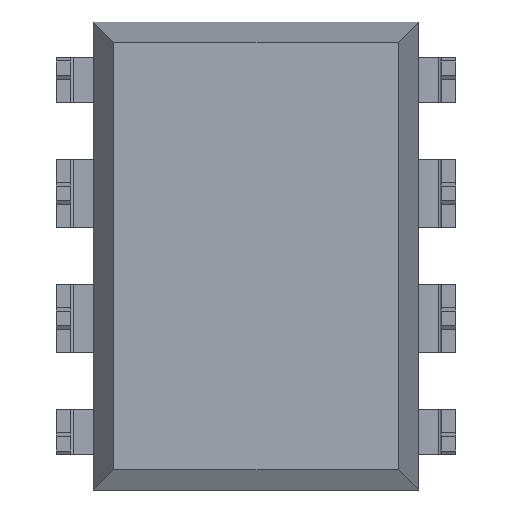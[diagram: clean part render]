
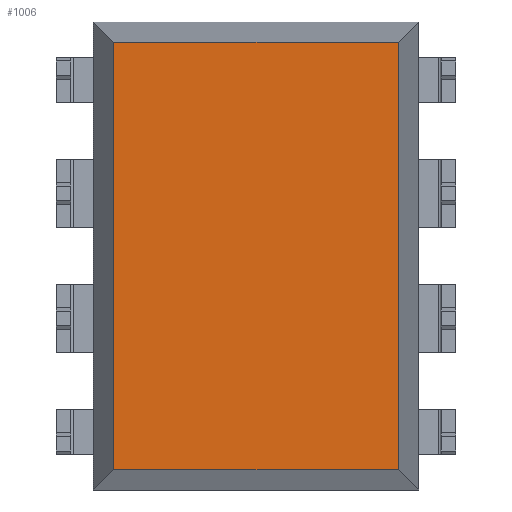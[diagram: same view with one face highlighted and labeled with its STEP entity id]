
A CAD part, front view. The second image highlights one B-rep face of the part: STEP entity #1006.
In plain terms, the highlighted planar face has unit normal (0, -1, 0).
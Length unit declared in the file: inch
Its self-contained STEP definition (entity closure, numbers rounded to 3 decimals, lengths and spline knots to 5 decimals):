
#53 = DIRECTION ( 'NONE',  ( 0., 0., -1. ) ) ;
#75 = VECTOR ( 'NONE', #385, 39.37008 ) ;
#78 = CARTESIAN_POINT ( 'NONE',  ( 0.13, 0.015, 0.17082 ) ) ;
#163 = DIRECTION ( 'NONE',  ( 0., 0., -1. ) ) ;
#379 = PLANE ( 'NONE',  #4165 ) ;
#385 = DIRECTION ( 'NONE',  ( 1., 0., 0. ) ) ;
#472 = ORIENTED_EDGE ( 'NONE', *, *, #1599, .T. ) ;
#515 = ORIENTED_EDGE ( 'NONE', *, *, #1115, .T. ) ;
#560 = VECTOR ( 'NONE', #593, 39.37008 ) ;
#593 = DIRECTION ( 'NONE',  ( 0., 0., 1. ) ) ;
#714 = FACE_OUTER_BOUND ( 'NONE', #1590, .T. ) ;
#800 = LINE ( 'NONE', #78, #2406 ) ;
#1006 = ADVANCED_FACE ( 'NONE', ( #714 ), #379, .T. ) ;
#1063 = CARTESIAN_POINT ( 'NONE',  ( 0., 0.015, 0. ) ) ;
#1115 = EDGE_CURVE ( 'NONE', #1672, #1273, #800, .T. ) ;
#1144 = VERTEX_POINT ( 'NONE', #2777 ) ;
#1153 = CARTESIAN_POINT ( 'NONE',  ( 0.11382, 0.015, 0.17082 ) ) ;
#1174 = ORIENTED_EDGE ( 'NONE', *, *, #3508, .T. ) ;
#1273 = VERTEX_POINT ( 'NONE', #3598 ) ;
#1287 = EDGE_CURVE ( 'NONE', #1144, #1672, #1551, .T. ) ;
#1394 = CARTESIAN_POINT ( 'NONE',  ( -0.13, 0.015, -0.17082 ) ) ;
#1551 = LINE ( 'NONE', #3515, #560 ) ;
#1590 = EDGE_LOOP ( 'NONE', ( #472, #4003, #515, #1174 ) ) ;
#1599 = EDGE_CURVE ( 'NONE', #3268, #1144, #2694, .T. ) ;
#1672 = VERTEX_POINT ( 'NONE', #1153 ) ;
#1820 = DIRECTION ( 'NONE',  ( -1., 0., 0. ) ) ;
#2406 = VECTOR ( 'NONE', #1820, 39.37008 ) ;
#2694 = LINE ( 'NONE', #1394, #75 ) ;
#2777 = CARTESIAN_POINT ( 'NONE',  ( 0.11382, 0.015, -0.17082 ) ) ;
#2932 = CARTESIAN_POINT ( 'NONE',  ( -0.11382, 0.015, -0.17082 ) ) ;
#3057 = DIRECTION ( 'NONE',  ( 0., -1., 0. ) ) ;
#3145 = LINE ( 'NONE', #3458, #3662 ) ;
#3268 = VERTEX_POINT ( 'NONE', #2932 ) ;
#3458 = CARTESIAN_POINT ( 'NONE',  ( -0.11382, 0.015, 0.187 ) ) ;
#3508 = EDGE_CURVE ( 'NONE', #1273, #3268, #3145, .T. ) ;
#3515 = CARTESIAN_POINT ( 'NONE',  ( 0.11382, 0.015, -0.187 ) ) ;
#3598 = CARTESIAN_POINT ( 'NONE',  ( -0.11382, 0.015, 0.17082 ) ) ;
#3662 = VECTOR ( 'NONE', #163, 39.37008 ) ;
#4003 = ORIENTED_EDGE ( 'NONE', *, *, #1287, .T. ) ;
#4165 = AXIS2_PLACEMENT_3D ( 'NONE', #1063, #3057, #53 ) ;
